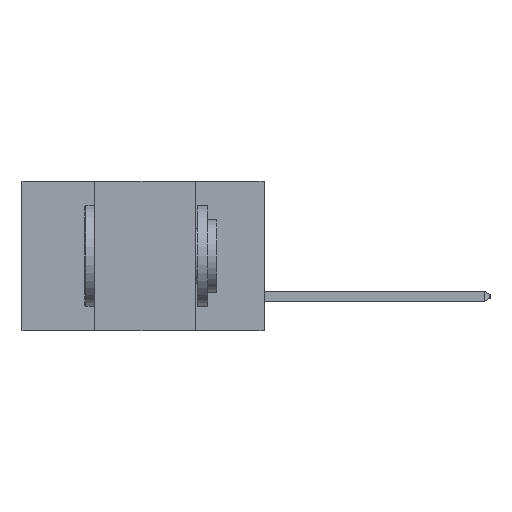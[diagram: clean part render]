
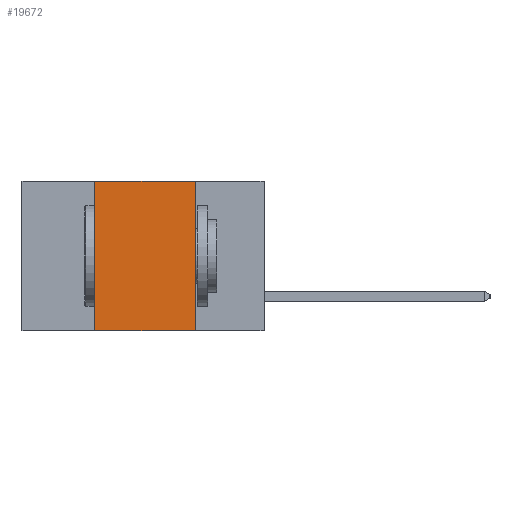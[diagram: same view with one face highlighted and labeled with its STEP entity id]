
A CAD part, left-side view. The second image highlights one B-rep face of the part: STEP entity #19672.
In plain terms, the highlighted planar face has unit normal (-1, 0, 0).
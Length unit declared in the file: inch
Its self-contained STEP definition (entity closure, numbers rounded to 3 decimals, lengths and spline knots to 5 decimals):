
#308 = VERTEX_POINT ( 'NONE', #6978 ) ;
#441 = VERTEX_POINT ( 'NONE', #9040 ) ;
#509 = DIRECTION ( 'NONE',  ( 0., 0., 1. ) ) ;
#725 = CARTESIAN_POINT ( 'NONE',  ( 0., 0.42, -0.37 ) ) ;
#852 = LINE ( 'NONE', #21515, #16532 ) ;
#1548 = FACE_OUTER_BOUND ( 'NONE', #17394, .T. ) ;
#2239 = ORIENTED_EDGE ( 'NONE', *, *, #24813, .F. ) ;
#3727 = LINE ( 'NONE', #25260, #13867 ) ;
#5626 = VECTOR ( 'NONE', #20163, 39.37008 ) ;
#6168 = ORIENTED_EDGE ( 'NONE', *, *, #9929, .T. ) ;
#6521 = CARTESIAN_POINT ( 'NONE',  ( 0., 0.6, 0. ) ) ;
#6978 = CARTESIAN_POINT ( 'NONE',  ( 0., 0.42, 0. ) ) ;
#7546 = DIRECTION ( 'NONE',  ( 0., 0., -1. ) ) ;
#8083 = EDGE_CURVE ( 'NONE', #16889, #308, #17671, .T. ) ;
#8599 = DIRECTION ( 'NONE',  ( 0., 0., -1. ) ) ;
#9040 = CARTESIAN_POINT ( 'NONE',  ( 0., 0.17, 0. ) ) ;
#9221 = CARTESIAN_POINT ( 'NONE',  ( 0., 0.42, -0.37 ) ) ;
#9776 = LINE ( 'NONE', #18159, #5626 ) ;
#9929 = EDGE_CURVE ( 'NONE', #16889, #15702, #3727, .T. ) ;
#13867 = VECTOR ( 'NONE', #25279, 39.37008 ) ;
#15702 = VERTEX_POINT ( 'NONE', #23078 ) ;
#16532 = VECTOR ( 'NONE', #7546, 39.37008 ) ;
#16889 = VERTEX_POINT ( 'NONE', #9221 ) ;
#17394 = EDGE_LOOP ( 'NONE', ( #2239, #19039, #21492, #6168 ) ) ;
#17671 = LINE ( 'NONE', #725, #22885 ) ;
#18159 = CARTESIAN_POINT ( 'NONE',  ( 0., 0.6, 0. ) ) ;
#19039 = ORIENTED_EDGE ( 'NONE', *, *, #22745, .F. ) ;
#19672 = ADVANCED_FACE ( 'NONE', ( #1548 ), #20473, .F. ) ;
#20163 = DIRECTION ( 'NONE',  ( 0., -1., 0. ) ) ;
#20473 = PLANE ( 'NONE',  #21143 ) ;
#20561 = DIRECTION ( 'NONE',  ( 1., 0., 0. ) ) ;
#21143 = AXIS2_PLACEMENT_3D ( 'NONE', #6521, #20561, #8599 ) ;
#21492 = ORIENTED_EDGE ( 'NONE', *, *, #8083, .F. ) ;
#21515 = CARTESIAN_POINT ( 'NONE',  ( 0., 0.17, -0.37 ) ) ;
#22745 = EDGE_CURVE ( 'NONE', #308, #441, #9776, .T. ) ;
#22885 = VECTOR ( 'NONE', #509, 39.37008 ) ;
#23078 = CARTESIAN_POINT ( 'NONE',  ( 0., 0.17, -0.37 ) ) ;
#24813 = EDGE_CURVE ( 'NONE', #441, #15702, #852, .T. ) ;
#25260 = CARTESIAN_POINT ( 'NONE',  ( 0., 0.6, -0.37 ) ) ;
#25279 = DIRECTION ( 'NONE',  ( 0., -1., 0. ) ) ;
